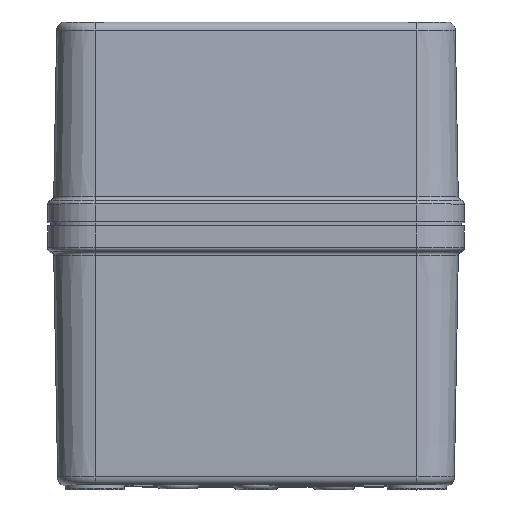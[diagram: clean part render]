
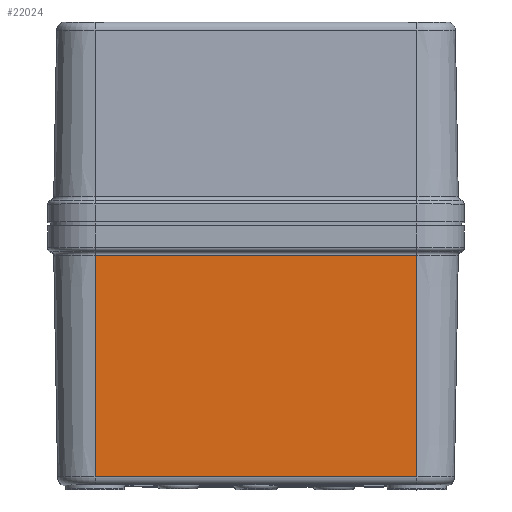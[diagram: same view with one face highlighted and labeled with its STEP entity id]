
A CAD part, top view. The second image highlights one B-rep face of the part: STEP entity #22024.
In plain terms, the highlighted face is planar.
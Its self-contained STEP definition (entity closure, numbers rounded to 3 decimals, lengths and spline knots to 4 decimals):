
#1369=FACE_OUTER_BOUND('',#2706,.T.);
#2706=EDGE_LOOP('',(#14754,#14755,#14756,#14757));
#4194=LINE('',#31965,#6290);
#4214=LINE('',#32048,#6310);
#4215=LINE('',#32051,#6311);
#4216=LINE('',#32052,#6312);
#6290=VECTOR('',#25661,2.441);
#6310=VECTOR('',#25769,1.6811);
#6311=VECTOR('',#25772,2.441);
#6312=VECTOR('',#25773,1.6811);
#9226=VERTEX_POINT('',#31958);
#9228=VERTEX_POINT('',#31964);
#9247=VERTEX_POINT('',#32046);
#9248=VERTEX_POINT('',#32050);
#11351=EDGE_CURVE('',#9228,#9226,#4194,.T.);
#11393=EDGE_CURVE('',#9226,#9247,#4214,.T.);
#11394=EDGE_CURVE('',#9248,#9247,#4215,.T.);
#11395=EDGE_CURVE('',#9228,#9248,#4216,.T.);
#14754=ORIENTED_EDGE('',*,*,#11351,.T.);
#14755=ORIENTED_EDGE('',*,*,#11393,.T.);
#14756=ORIENTED_EDGE('',*,*,#11394,.F.);
#14757=ORIENTED_EDGE('',*,*,#11395,.F.);
#21232=PLANE('',#23533);
#22024=ADVANCED_FACE('',(#1369),#21232,.T.);
#23533=AXIS2_PLACEMENT_3D('',#32049,#25770,#25771);
#25661=DIRECTION('',(0.,1.,0.));
#25769=DIRECTION('',(0.017,0.,-1.));
#25770=DIRECTION('center_axis',(-1.,0.,-0.017));
#25771=DIRECTION('ref_axis',(0.,-1.,0.));
#25772=DIRECTION('',(0.,1.,0.));
#25773=DIRECTION('',(0.017,0.,-1.));
#31958=CARTESIAN_POINT('',(-2.5179,1.2205,-0.2223));
#31964=CARTESIAN_POINT('',(-2.5179,-1.2205,-0.2223));
#31965=CARTESIAN_POINT('',(-2.5179,-1.2205,-0.2223));
#32046=CARTESIAN_POINT('',(-2.4885,1.2205,-1.9031));
#32048=CARTESIAN_POINT('',(-2.5179,1.2205,-0.2223));
#32049=CARTESIAN_POINT('Origin',(-2.5218,-1.2999,0.));
#32050=CARTESIAN_POINT('',(-2.4885,-1.2205,-1.9031));
#32051=CARTESIAN_POINT('',(-2.4885,-1.2205,-1.9031));
#32052=CARTESIAN_POINT('',(-2.5179,-1.2205,-0.2223));
